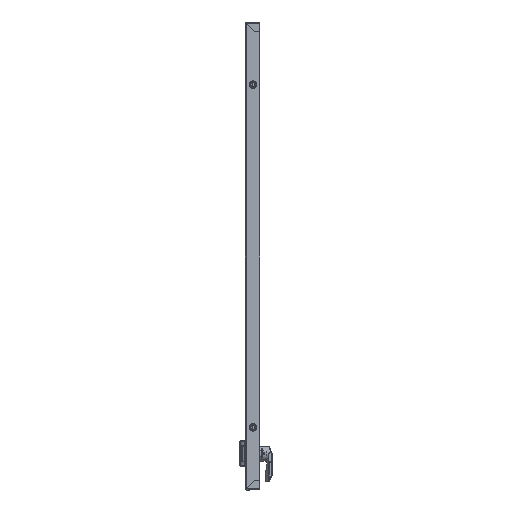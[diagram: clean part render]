
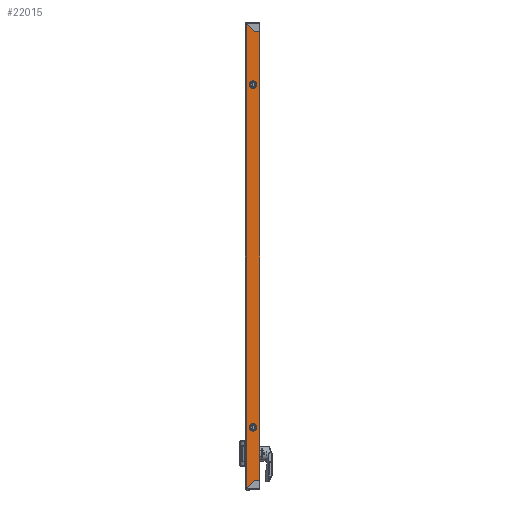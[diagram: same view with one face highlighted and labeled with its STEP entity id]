
A CAD part, front view. The second image highlights one B-rep face of the part: STEP entity #22015.
In plain terms, the highlighted planar face has unit normal (0, -1, 0).
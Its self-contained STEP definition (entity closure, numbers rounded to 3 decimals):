
#5867 = EDGE_CURVE ( 'NONE', #76586, #76584, #29226, .T. ) ;
#5896 = EDGE_CURVE ( 'NONE', #76568, #76566, #29252, .T. ) ;
#6233 = EDGE_CURVE ( 'NONE', #72215, #72132, #33292, .T. ) ;
#6247 = EDGE_CURVE ( 'NONE', #72215, #72219, #33270, .T. ) ;
#6249 = EDGE_CURVE ( 'NONE', #72218, #72132, #33263, .T. ) ;
#6256 = EDGE_CURVE ( 'NONE', #76584, #76586, #29500, .T. ) ;
#6258 = EDGE_CURVE ( 'NONE', #76566, #76568, #29501, .T. ) ;
#6261 = EDGE_CURVE ( 'NONE', #72219, #72212, #33246, .T. ) ;
#6263 = EDGE_CURVE ( 'NONE', #72212, #72208, #33187, .T. ) ;
#6265 = EDGE_CURVE ( 'NONE', #72208, #72218, #33173, .T. ) ;
#11104 = AXIS2_PLACEMENT_3D ( 'NONE', #41221, #41213, #41227 ) ;
#20884 = CARTESIAN_POINT ( 'NONE',  ( -219., -599., 6. ) ) ;
#20886 = CARTESIAN_POINT ( 'NONE',  ( -219., -599., 14. ) ) ;
#20898 = CARTESIAN_POINT ( 'NONE',  ( 219., -599., 6. ) ) ;
#20900 = CARTESIAN_POINT ( 'NONE',  ( 219., -599., 14. ) ) ;
#22015 = ADVANCED_FACE ( 'NONE', ( #41222, #41218, #41224 ), #41225, .F. ) ;
#29226 = CIRCLE ( 'NONE', #29232, 4. ) ;
#29232 = AXIS2_PLACEMENT_3D ( 'NONE', #33987, #33985, #33983 ) ;
#29252 = CIRCLE ( 'NONE', #29256, 4. ) ;
#29256 = AXIS2_PLACEMENT_3D ( 'NONE', #33927, #33925, #33923 ) ;
#29488 = VECTOR ( 'NONE', #33275, 1000. ) ;
#29495 = VECTOR ( 'NONE', #33256, 1000. ) ;
#29496 = VECTOR ( 'NONE', #33254, 1000. ) ;
#29500 = CIRCLE ( 'NONE', #29502, 4. ) ;
#29501 = CIRCLE ( 'NONE', #29504, 4. ) ;
#29502 = AXIS2_PLACEMENT_3D ( 'NONE', #33239, #33238, #33223 ) ;
#29503 = VECTOR ( 'NONE', #33189, 1000. ) ;
#29504 = AXIS2_PLACEMENT_3D ( 'NONE', #33209, #33207, #33206 ) ;
#29505 = VECTOR ( 'NONE', #33178, 1000. ) ;
#29506 = VECTOR ( 'NONE', #33158, 1000. ) ;
#33158 = DIRECTION ( 'NONE',  ( 0., 0., -1. ) ) ;
#33163 = CARTESIAN_POINT ( 'NONE',  ( -286.5, -599., 19. ) ) ;
#33173 = LINE ( 'NONE', #33163, #29506 ) ;
#33178 = DIRECTION ( 'NONE',  ( -1., 0., 0. ) ) ;
#33179 = CARTESIAN_POINT ( 'NONE',  ( -286.5, -599., 19. ) ) ;
#33187 = LINE ( 'NONE', #33179, #29505 ) ;
#33189 = DIRECTION ( 'NONE',  ( 0., 0., 1. ) ) ;
#33206 = DIRECTION ( 'NONE',  ( 0., 0., -1. ) ) ;
#33207 = DIRECTION ( 'NONE',  ( 0., -1., 0. ) ) ;
#33209 = CARTESIAN_POINT ( 'NONE',  ( -219., -599., 10. ) ) ;
#33223 = DIRECTION ( 'NONE',  ( 0., 0., 1. ) ) ;
#33238 = DIRECTION ( 'NONE',  ( 0., -1., 0. ) ) ;
#33239 = CARTESIAN_POINT ( 'NONE',  ( 219., -599., 10. ) ) ;
#33245 = CARTESIAN_POINT ( 'NONE',  ( 286.5, -599., 19. ) ) ;
#33246 = LINE ( 'NONE', #33245, #29503 ) ;
#33254 = DIRECTION ( 'NONE',  ( -0.707, 0., -0.707 ) ) ;
#33255 = CARTESIAN_POINT ( 'NONE',  ( -286.5, -599., 12.5 ) ) ;
#33256 = DIRECTION ( 'NONE',  ( -0.707, 0., 0.707 ) ) ;
#33257 = CARTESIAN_POINT ( 'NONE',  ( 286.5, -599., 12.5 ) ) ;
#33263 = LINE ( 'NONE', #33255, #29496 ) ;
#33270 = LINE ( 'NONE', #33257, #29495 ) ;
#33275 = DIRECTION ( 'NONE',  ( -1., 0., 0. ) ) ;
#33277 = CARTESIAN_POINT ( 'NONE',  ( 286.5, -599., 2.1 ) ) ;
#33292 = LINE ( 'NONE', #33277, #29488 ) ;
#33923 = DIRECTION ( 'NONE',  ( 0., 0., -1. ) ) ;
#33925 = DIRECTION ( 'NONE',  ( 0., -1., 0. ) ) ;
#33927 = CARTESIAN_POINT ( 'NONE',  ( -219., -599., 10. ) ) ;
#33983 = DIRECTION ( 'NONE',  ( 0., 0., 1. ) ) ;
#33985 = DIRECTION ( 'NONE',  ( 0., -1., 0. ) ) ;
#33987 = CARTESIAN_POINT ( 'NONE',  ( 219., -599., 10. ) ) ;
#41213 = DIRECTION ( 'NONE',  ( 0., 1., 0. ) ) ;
#41218 = FACE_BOUND ( 'NONE', #78435, .T. ) ;
#41221 = CARTESIAN_POINT ( 'NONE',  ( 286.5, -599., 2. ) ) ;
#41222 = FACE_BOUND ( 'NONE', #78443, .T. ) ;
#41224 = FACE_OUTER_BOUND ( 'NONE', #78461, .T. ) ;
#41225 = PLANE ( 'NONE',  #11104 ) ;
#41227 = DIRECTION ( 'NONE',  ( 0., 0., 1. ) ) ;
#43462 = ORIENTED_EDGE ( 'NONE', *, *, #6249, .T. ) ;
#43463 = ORIENTED_EDGE ( 'NONE', *, *, #6265, .T. ) ;
#43464 = ORIENTED_EDGE ( 'NONE', *, *, #6263, .T. ) ;
#43465 = ORIENTED_EDGE ( 'NONE', *, *, #6261, .T. ) ;
#43466 = ORIENTED_EDGE ( 'NONE', *, *, #6247, .T. ) ;
#43467 = ORIENTED_EDGE ( 'NONE', *, *, #6233, .F. ) ;
#43468 = ORIENTED_EDGE ( 'NONE', *, *, #5896, .F. ) ;
#43469 = ORIENTED_EDGE ( 'NONE', *, *, #6258, .F. ) ;
#43470 = ORIENTED_EDGE ( 'NONE', *, *, #5867, .F. ) ;
#43471 = ORIENTED_EDGE ( 'NONE', *, *, #6256, .F. ) ;
#72132 = VERTEX_POINT ( 'NONE', #111679 ) ;
#72208 = VERTEX_POINT ( 'NONE', #111817 ) ;
#72212 = VERTEX_POINT ( 'NONE', #111825 ) ;
#72215 = VERTEX_POINT ( 'NONE', #111831 ) ;
#72218 = VERTEX_POINT ( 'NONE', #111837 ) ;
#72219 = VERTEX_POINT ( 'NONE', #111839 ) ;
#76566 = VERTEX_POINT ( 'NONE', #20884 ) ;
#76568 = VERTEX_POINT ( 'NONE', #20886 ) ;
#76584 = VERTEX_POINT ( 'NONE', #20898 ) ;
#76586 = VERTEX_POINT ( 'NONE', #20900 ) ;
#78435 = EDGE_LOOP ( 'NONE', ( #43469, #43468 ) ) ;
#78443 = EDGE_LOOP ( 'NONE', ( #43471, #43470 ) ) ;
#78461 = EDGE_LOOP ( 'NONE', ( #43467, #43466, #43465, #43464, #43463, #43462 ) ) ;
#111679 = CARTESIAN_POINT ( 'NONE',  ( -296.9, -599., 2.1 ) ) ;
#111817 = CARTESIAN_POINT ( 'NONE',  ( -286.5, -599., 19. ) ) ;
#111825 = CARTESIAN_POINT ( 'NONE',  ( 286.5, -599., 19. ) ) ;
#111831 = CARTESIAN_POINT ( 'NONE',  ( 296.9, -599., 2.1 ) ) ;
#111837 = CARTESIAN_POINT ( 'NONE',  ( -286.5, -599., 12.5 ) ) ;
#111839 = CARTESIAN_POINT ( 'NONE',  ( 286.5, -599., 12.5 ) ) ;
